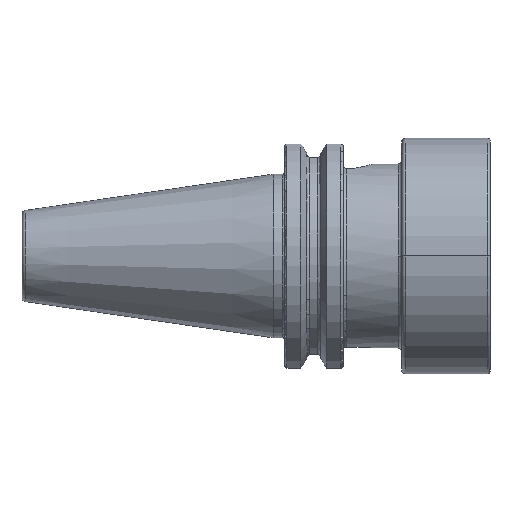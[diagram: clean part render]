
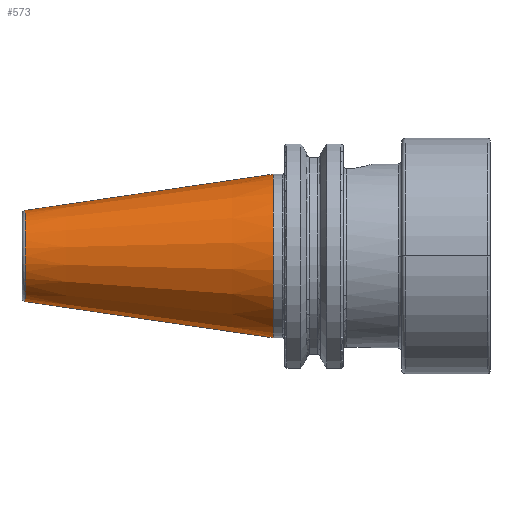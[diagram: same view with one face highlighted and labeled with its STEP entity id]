
A CAD part, front view. The second image highlights one B-rep face of the part: STEP entity #573.
In plain terms, the highlighted conical face has half-angle 8.297 degrees and reference radius 22.225 mm.
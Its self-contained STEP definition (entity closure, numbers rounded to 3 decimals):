
#186 = AXIS2_PLACEMENT_3D ( 'NONE', #4738, #1709, #5262 ) ;
#297 = VERTEX_POINT ( 'NONE', #2706 ) ;
#332 = VECTOR ( 'NONE', #2521, 1000. ) ;
#422 = LINE ( 'NONE', #2705, #332 ) ;
#453 = DIRECTION ( 'NONE',  ( 0., 0., -1. ) ) ;
#573 = ADVANCED_FACE ( 'NONE', ( #2305 ), #2165, .T. ) ;
#679 = VERTEX_POINT ( 'NONE', #790 ) ;
#790 = CARTESIAN_POINT ( 'NONE',  ( -67.394, 0., 12.397 ) ) ;
#971 = DIRECTION ( 'NONE',  ( 0., 0., 1. ) ) ;
#982 = DIRECTION ( 'NONE',  ( -1., 0., 0. ) ) ;
#1001 = CARTESIAN_POINT ( 'NONE',  ( -67.394, 0., 0. ) ) ;
#1135 = EDGE_CURVE ( 'NONE', #1269, #2947, #422, .T. ) ;
#1269 = VERTEX_POINT ( 'NONE', #3342 ) ;
#1595 = VECTOR ( 'NONE', #2576, 1000. ) ;
#1709 = DIRECTION ( 'NONE',  ( -1., 0., 0. ) ) ;
#2165 = CONICAL_SURFACE ( 'NONE', #5522, 22.225, 0.145 ) ;
#2305 = FACE_OUTER_BOUND ( 'NONE', #4177, .T. ) ;
#2521 = DIRECTION ( 'NONE',  ( 0.99, 0., -0.144 ) ) ;
#2576 = DIRECTION ( 'NONE',  ( 0.99, 0., 0.144 ) ) ;
#2705 = CARTESIAN_POINT ( 'NONE',  ( 0., 0., -22.225 ) ) ;
#2706 = CARTESIAN_POINT ( 'NONE',  ( 0., 0., 22.225 ) ) ;
#2947 = VERTEX_POINT ( 'NONE', #4634 ) ;
#3141 = EDGE_CURVE ( 'NONE', #1269, #679, #4986, .T. ) ;
#3300 = AXIS2_PLACEMENT_3D ( 'NONE', #1001, #982, #971 ) ;
#3342 = CARTESIAN_POINT ( 'NONE',  ( -67.394, 0., -12.397 ) ) ;
#3638 = CIRCLE ( 'NONE', #186, 22.225 ) ;
#4177 = EDGE_LOOP ( 'NONE', ( #5849, #6302, #5708, #5214 ) ) ;
#4253 = LINE ( 'NONE', #5634, #1595 ) ;
#4322 = EDGE_CURVE ( 'NONE', #679, #297, #4253, .T. ) ;
#4634 = CARTESIAN_POINT ( 'NONE',  ( 0., 0., -22.225 ) ) ;
#4738 = CARTESIAN_POINT ( 'NONE',  ( 0., 0., 0. ) ) ;
#4986 = CIRCLE ( 'NONE', #3300, 12.397 ) ;
#5214 = ORIENTED_EDGE ( 'NONE', *, *, #5219, .T. ) ;
#5219 = EDGE_CURVE ( 'NONE', #2947, #297, #3638, .T. ) ;
#5262 = DIRECTION ( 'NONE',  ( 0., 0., 1. ) ) ;
#5522 = AXIS2_PLACEMENT_3D ( 'NONE', #5900, #6025, #453 ) ;
#5634 = CARTESIAN_POINT ( 'NONE',  ( 0., 0., 22.225 ) ) ;
#5708 = ORIENTED_EDGE ( 'NONE', *, *, #1135, .T. ) ;
#5849 = ORIENTED_EDGE ( 'NONE', *, *, #4322, .F. ) ;
#5900 = CARTESIAN_POINT ( 'NONE',  ( 0., 0., 0. ) ) ;
#6025 = DIRECTION ( 'NONE',  ( 1., 0., 0. ) ) ;
#6302 = ORIENTED_EDGE ( 'NONE', *, *, #3141, .F. ) ;
